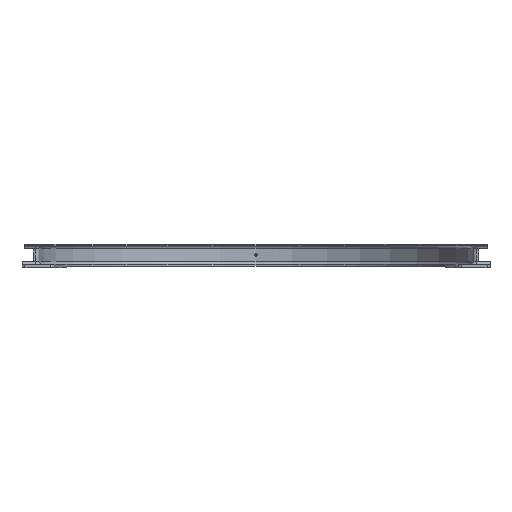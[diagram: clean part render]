
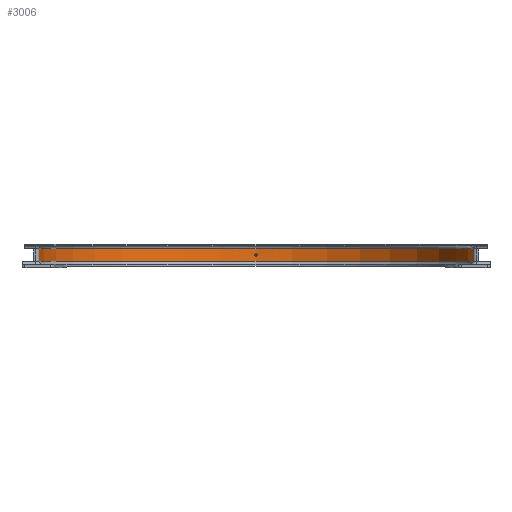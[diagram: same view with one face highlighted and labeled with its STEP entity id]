
A CAD part, front view. The second image highlights one B-rep face of the part: STEP entity #3006.
In plain terms, the highlighted cylindrical face has radius 188.499 mm (diameter 376.998 mm), a partial arc.
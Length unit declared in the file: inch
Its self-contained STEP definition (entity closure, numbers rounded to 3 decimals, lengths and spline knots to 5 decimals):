
#224 = CARTESIAN_POINT ( 'NONE',  ( 0., 0., 0.59094 ) ) ;
#251 = DIRECTION ( 'NONE',  ( 1., 0., 0. ) ) ;
#252 = DIRECTION ( 'NONE',  ( 0., 0., 1. ) ) ;
#278 = EDGE_CURVE ( 'NONE', #5233, #5102, #4693, .T. ) ;
#634 = ORIENTED_EDGE ( 'NONE', *, *, #278, .T. ) ;
#654 = ORIENTED_EDGE ( 'NONE', *, *, #1770, .T. ) ;
#696 = ORIENTED_EDGE ( 'NONE', *, *, #2698, .T. ) ;
#976 = ORIENTED_EDGE ( 'NONE', *, *, #5359, .T. ) ;
#1028 = ORIENTED_EDGE ( 'NONE', *, *, #5270, .T. ) ;
#1072 = ORIENTED_EDGE ( 'NONE', *, *, #1731, .T. ) ;
#1166 = AXIS2_PLACEMENT_3D ( 'NONE', #6192, #6220, #6206 ) ;
#1360 = CIRCLE ( 'NONE', #8338, 7.42121 ) ;
#1731 = EDGE_CURVE ( 'NONE', #5104, #5186, #4806, .T. ) ;
#1770 = EDGE_CURVE ( 'NONE', #5102, #5104, #4802, .T. ) ;
#1833 = CARTESIAN_POINT ( 'NONE',  ( 7.40029, 0.55687, 0. ) ) ;
#1844 = DIRECTION ( 'NONE',  ( 0., 0., 1. ) ) ;
#2545 = VERTEX_POINT ( 'NONE', #4134 ) ;
#2559 = VERTEX_POINT ( 'NONE', #3863 ) ;
#2636 = DIRECTION ( 'NONE',  ( 0., 0., -1. ) ) ;
#2698 = EDGE_CURVE ( 'NONE', #2559, #2545, #2782, .T. ) ;
#2761 = B_SPLINE_CURVE_WITH_KNOTS ( 'NONE', 3,
 ( #6688, #6502, #6707, #6754, #6943, #7015, #6929, #7409, #7362, #6996, #6583, #7404, #6691, #6802, #7459, #7488, #7210, #6724 ),
 .UNSPECIFIED., .F., .F.,
 ( 4, 2, 2, 2, 2, 2, 2, 2, 4 ),
 ( 0., 0.00044, 0.00088, 0.00133, 0.00177, 0.00221, 0.00265, 0.00309, 0.00353 ),
 .UNSPECIFIED. ) ;
#2782 = B_SPLINE_CURVE_WITH_KNOTS ( 'NONE', 3,
 ( #4008, #4004, #4003, #4002, #4001, #4092, #4099, #4100, #4096, #4097, #4098, #4095, #4093, #4094, #4113, #4112, #4111, #4110 ),
 .UNSPECIFIED., .F., .F.,
 ( 4, 2, 2, 2, 2, 2, 2, 2, 4 ),
 ( 0.00353, 0.00398, 0.00442, 0.00486, 0.0053, 0.00574, 0.00618, 0.00663, 0.00707 ),
 .UNSPECIFIED. ) ;
#3006 = ADVANCED_FACE ( 'NONE', ( #5583, #5666 ), #5686, .F. ) ;
#3100 = CARTESIAN_POINT ( 'NONE',  ( -7.40029, 0.55687, 0.59094 ) ) ;
#3863 = CARTESIAN_POINT ( 'NONE',  ( 0., 7.42121, 0.3305 ) ) ;
#4001 = CARTESIAN_POINT ( 'NONE',  ( -0.02734, 7.42117, 0.33941 ) ) ;
#4002 = CARTESIAN_POINT ( 'NONE',  ( -0.02237, 7.42118, 0.3361 ) ) ;
#4003 = CARTESIAN_POINT ( 'NONE',  ( -0.01166, 7.42121, 0.33167 ) ) ;
#4004 = CARTESIAN_POINT ( 'NONE',  ( -0.00581, 7.42121, 0.3305 ) ) ;
#4008 = CARTESIAN_POINT ( 'NONE',  ( 0., 7.42121, 0.3305 ) ) ;
#4092 = CARTESIAN_POINT ( 'NONE',  ( -0.03555, 7.42113, 0.34761 ) ) ;
#4093 = CARTESIAN_POINT ( 'NONE',  ( -0.03559, 7.42113, 0.40233 ) ) ;
#4094 = CARTESIAN_POINT ( 'NONE',  ( -0.02738, 7.42117, 0.41055 ) ) ;
#4095 = CARTESIAN_POINT ( 'NONE',  ( -0.03889, 7.42111, 0.3974 ) ) ;
#4096 = CARTESIAN_POINT ( 'NONE',  ( -0.0445, 7.42108, 0.36909 ) ) ;
#4097 = CARTESIAN_POINT ( 'NONE',  ( -0.0445, 7.42108, 0.38083 ) ) ;
#4098 = CARTESIAN_POINT ( 'NONE',  ( -0.04335, 7.42109, 0.38661 ) ) ;
#4099 = CARTESIAN_POINT ( 'NONE',  ( -0.03886, 7.42111, 0.35255 ) ) ;
#4100 = CARTESIAN_POINT ( 'NONE',  ( -0.04333, 7.42109, 0.36331 ) ) ;
#4110 = CARTESIAN_POINT ( 'NONE',  ( 0., 7.42121, 0.4195 ) ) ;
#4111 = CARTESIAN_POINT ( 'NONE',  ( -0.00588, 7.42121, 0.4195 ) ) ;
#4112 = CARTESIAN_POINT ( 'NONE',  ( -0.01172, 7.42121, 0.41832 ) ) ;
#4113 = CARTESIAN_POINT ( 'NONE',  ( -0.02242, 7.42118, 0.41387 ) ) ;
#4134 = CARTESIAN_POINT ( 'NONE',  ( 0., 7.42121, 0.4195 ) ) ;
#4693 = LINE ( 'NONE', #8446, #4999 ) ;
#4754 = EDGE_LOOP ( 'NONE', ( #1072, #1028, #634, #654 ) ) ;
#4802 = CIRCLE ( 'NONE', #1166, 7.42121 ) ;
#4806 = LINE ( 'NONE', #1833, #5070 ) ;
#4999 = VECTOR ( 'NONE', #2636, 39.37008 ) ;
#5032 = EDGE_LOOP ( 'NONE', ( #976, #696 ) ) ;
#5070 = VECTOR ( 'NONE', #1844, 39.37008 ) ;
#5102 = VERTEX_POINT ( 'NONE', #6109 ) ;
#5104 = VERTEX_POINT ( 'NONE', #6044 ) ;
#5186 = VERTEX_POINT ( 'NONE', #5855 ) ;
#5233 = VERTEX_POINT ( 'NONE', #3100 ) ;
#5270 = EDGE_CURVE ( 'NONE', #5186, #5233, #1360, .T. ) ;
#5359 = EDGE_CURVE ( 'NONE', #2545, #2559, #2761, .T. ) ;
#5583 = FACE_BOUND ( 'NONE', #5032, .T. ) ;
#5666 = FACE_OUTER_BOUND ( 'NONE', #4754, .T. ) ;
#5686 = CYLINDRICAL_SURFACE ( 'NONE', #8350, 7.42121 ) ;
#5855 = CARTESIAN_POINT ( 'NONE',  ( 7.40029, 0.55687, 0.59094 ) ) ;
#5908 = CARTESIAN_POINT ( 'NONE',  ( 0., 0., 0. ) ) ;
#5976 = DIRECTION ( 'NONE',  ( 1., 0., 0. ) ) ;
#6044 = CARTESIAN_POINT ( 'NONE',  ( 7.40029, 0.55687, 0.15906 ) ) ;
#6047 = DIRECTION ( 'NONE',  ( 0., 0., 1. ) ) ;
#6109 = CARTESIAN_POINT ( 'NONE',  ( -7.40029, 0.55687, 0.15906 ) ) ;
#6192 = CARTESIAN_POINT ( 'NONE',  ( 0., 0., 0.15906 ) ) ;
#6206 = DIRECTION ( 'NONE',  ( -1., 0., 0. ) ) ;
#6220 = DIRECTION ( 'NONE',  ( 0., 0., -1. ) ) ;
#6502 = CARTESIAN_POINT ( 'NONE',  ( 0.00588, 7.42121, 0.4195 ) ) ;
#6583 = CARTESIAN_POINT ( 'NONE',  ( 0.04335, 7.42109, 0.36338 ) ) ;
#6688 = CARTESIAN_POINT ( 'NONE',  ( 0., 7.42121, 0.4195 ) ) ;
#6691 = CARTESIAN_POINT ( 'NONE',  ( 0.03563, 7.42113, 0.3477 ) ) ;
#6707 = CARTESIAN_POINT ( 'NONE',  ( 0.01165, 7.42121, 0.41834 ) ) ;
#6724 = CARTESIAN_POINT ( 'NONE',  ( 0., 7.42121, 0.3305 ) ) ;
#6754 = CARTESIAN_POINT ( 'NONE',  ( 0.02243, 7.42118, 0.41387 ) ) ;
#6802 = CARTESIAN_POINT ( 'NONE',  ( 0.02732, 7.42117, 0.33939 ) ) ;
#6929 = CARTESIAN_POINT ( 'NONE',  ( 0.03889, 7.42111, 0.39739 ) ) ;
#6943 = CARTESIAN_POINT ( 'NONE',  ( 0.02737, 7.42117, 0.41057 ) ) ;
#6996 = CARTESIAN_POINT ( 'NONE',  ( 0.0445, 7.42108, 0.36921 ) ) ;
#7015 = CARTESIAN_POINT ( 'NONE',  ( 0.03558, 7.42113, 0.40235 ) ) ;
#7210 = CARTESIAN_POINT ( 'NONE',  ( 0.00581, 7.42121, 0.3305 ) ) ;
#7362 = CARTESIAN_POINT ( 'NONE',  ( 0.0445, 7.42108, 0.38082 ) ) ;
#7404 = CARTESIAN_POINT ( 'NONE',  ( 0.03889, 7.42111, 0.3526 ) ) ;
#7409 = CARTESIAN_POINT ( 'NONE',  ( 0.04333, 7.42109, 0.38668 ) ) ;
#7459 = CARTESIAN_POINT ( 'NONE',  ( 0.02242, 7.42118, 0.33612 ) ) ;
#7488 = CARTESIAN_POINT ( 'NONE',  ( 0.01163, 7.42121, 0.33165 ) ) ;
#8338 = AXIS2_PLACEMENT_3D ( 'NONE', #224, #252, #251 ) ;
#8350 = AXIS2_PLACEMENT_3D ( 'NONE', #5908, #6047, #5976 ) ;
#8446 = CARTESIAN_POINT ( 'NONE',  ( -7.40029, 0.55687, 0. ) ) ;
